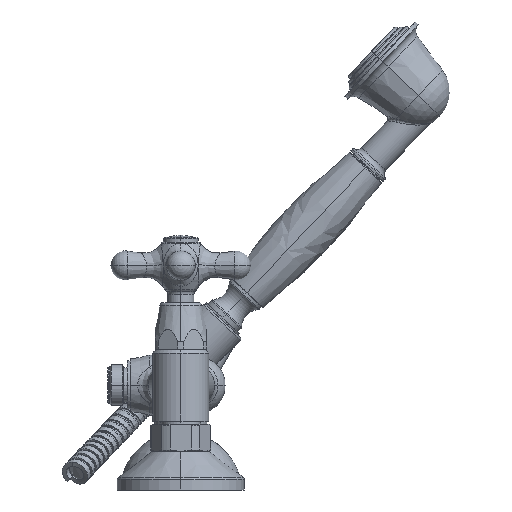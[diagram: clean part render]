
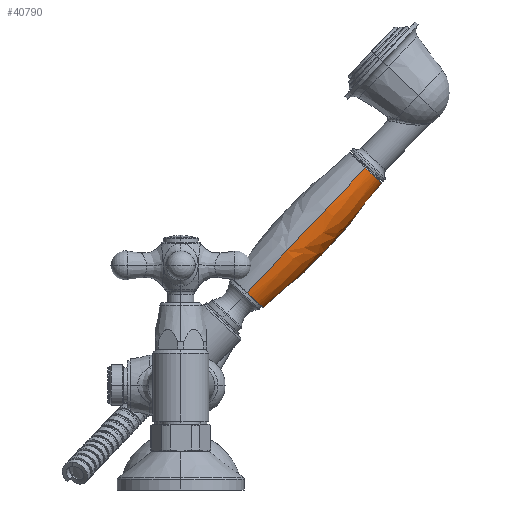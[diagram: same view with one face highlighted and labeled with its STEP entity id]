
A CAD part, left-side view. The second image highlights one B-rep face of the part: STEP entity #40790.
In plain terms, the highlighted free-form (B-spline) face has degree [3, 3] with [7, 4] control points.
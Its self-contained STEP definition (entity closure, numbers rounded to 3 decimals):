
#29786=CARTESIAN_POINT('',(200.,-95.088,111.983));
#29787=DIRECTION('',(0.,-0.688,0.725));
#29788=DIRECTION('',(-1.,0.,0.));
#29789=AXIS2_PLACEMENT_3D('',#29786,#29787,#29788);
#29796=CARTESIAN_POINT('',(517.042,-64.635,
79.892));
#29797=DIRECTION('',(0.,0.725,0.688));
#29798=DIRECTION('',(-0.991,0.092,-0.097));
#29799=AXIS2_PLACEMENT_3D('',#29796,#29797,#29798);
#29801=CARTESIAN_POINT('',(-117.042,-64.635,
79.892));
#29802=DIRECTION('',(0.,-0.725,-0.688));
#29803=DIRECTION('',(0.991,0.092,-0.097));
#29804=AXIS2_PLACEMENT_3D('',#29801,#29802,#29803);
#29821=CARTESIAN_POINT('',(200.,-34.182,47.801));
#29822=DIRECTION('',(0.,-0.688,0.725));
#29823=DIRECTION('',(-1.,0.,0.));
#29824=AXIS2_PLACEMENT_3D('',#29821,#29822,#29823);
#39929=CARTESIAN_POINT('',(211.535,-95.088,
111.983));
#39930=CARTESIAN_POINT('',(188.465,-95.088,
111.983));
#39931=VERTEX_POINT('',#39929);
#39932=VERTEX_POINT('',#39930);
#39933=CARTESIAN_POINT('',(211.535,-34.182,
47.801));
#39934=CARTESIAN_POINT('',(188.465,-34.182,
47.801));
#39935=VERTEX_POINT('',#39933);
#39936=VERTEX_POINT('',#39934);
#40752=CARTESIAN_POINT('',(211.271,-95.784,
113.746));
#40753=CARTESIAN_POINT('',(215.545,-74.548,
91.759));
#40754=CARTESIAN_POINT('',(215.545,-53.302,
69.371));
#40755=CARTESIAN_POINT('',(211.271,-32.457,
47.014));
#40756=CARTESIAN_POINT('',(211.708,-100.815,
108.972));
#40757=CARTESIAN_POINT('',(216.147,-81.487,
85.174));
#40758=CARTESIAN_POINT('',(216.147,-60.242,
62.786));
#40759=CARTESIAN_POINT('',(211.708,-37.489,
42.239));
#40760=CARTESIAN_POINT('',(206.95,-104.49,
105.484));
#40761=CARTESIAN_POINT('',(209.585,-86.556,
80.365));
#40762=CARTESIAN_POINT('',(209.585,-65.31,
57.976));
#40763=CARTESIAN_POINT('',(206.95,-41.164,
38.752));
#40764=CARTESIAN_POINT('',(200.,-104.49,105.484));
#40765=CARTESIAN_POINT('',(200.,-86.556,80.365));
#40766=CARTESIAN_POINT('',(200.,-65.31,57.976));
#40767=CARTESIAN_POINT('',(200.,-41.164,38.752));
#40768=CARTESIAN_POINT('',(193.05,-104.49,
105.484));
#40769=CARTESIAN_POINT('',(190.415,-86.556,
80.365));
#40770=CARTESIAN_POINT('',(190.415,-65.31,
57.976));
#40771=CARTESIAN_POINT('',(193.05,-41.164,
38.752));
#40772=CARTESIAN_POINT('',(188.292,-100.815,
108.972));
#40773=CARTESIAN_POINT('',(183.853,-81.487,
85.174));
#40774=CARTESIAN_POINT('',(183.853,-60.242,
62.786));
#40775=CARTESIAN_POINT('',(188.292,-37.489,
42.239));
#40776=CARTESIAN_POINT('',(188.729,-95.784,
113.746));
#40777=CARTESIAN_POINT('',(184.455,-74.548,
91.759));
#40778=CARTESIAN_POINT('',(184.455,-53.302,
69.371));
#40779=CARTESIAN_POINT('',(188.729,-32.457,
47.014));
#40780=(BOUNDED_SURFACE()B_SPLINE_SURFACE(3,3,((#40752,#40753,#40754,#40755),(
#40756,#40757,#40758,#40759),(#40760,#40761,#40762,#40763),(#40764,#40765,
#40766,#40767),(#40768,#40769,#40770,#40771),(#40772,#40773,#40774,#40775),(
#40776,#40777,#40778,#40779)),.UNSPECIFIED.,.F.,.F.,.F.)B_SPLINE_SURFACE_WITH_KNOTS((4,3,4),(4,4),(0.,1.,2.),(0.,1.),.UNSPECIFIED.)GEOMETRIC_REPRESENTATION_ITEM()RATIONAL_B_SPLINE_SURFACE(((1.193,1.185,
1.185,1.193),(0.942,0.936,
0.936,0.942),(0.942,0.936,
0.936,0.942),(1.193,1.185,
1.185,1.193),(0.942,0.936,
0.936,0.942),(0.942,0.936,
0.936,0.942),(1.193,1.185,
1.185,1.193)))REPRESENTATION_ITEM('')SURFACE());
#40781=ORIENTED_EDGE('',*,*,#40739,.T.);
#40783=ORIENTED_EDGE('',*,*,#40782,.F.);
#40785=ORIENTED_EDGE('',*,*,#40784,.F.);
#40787=ORIENTED_EDGE('',*,*,#40786,.T.);
#40788=EDGE_LOOP('',(#40781,#40783,#40785,#40787));
#40789=FACE_OUTER_BOUND('',#40788,.F.);
#40790=ADVANCED_FACE('',(#40789),#40780,.T.);
#29790=CIRCLE('',#29789,11.535);
#29800=CIRCLE('',#29799,331.542);
#29805=CIRCLE('',#29804,331.542);
#29825=CIRCLE('',#29824,11.535);
#40739=EDGE_CURVE('',#39932,#39931,#29790,.T.);
#40782=EDGE_CURVE('',#39935,#39931,#29805,.T.);
#40784=EDGE_CURVE('',#39936,#39935,#29825,.T.);
#40786=EDGE_CURVE('',#39936,#39932,#29800,.T.);
